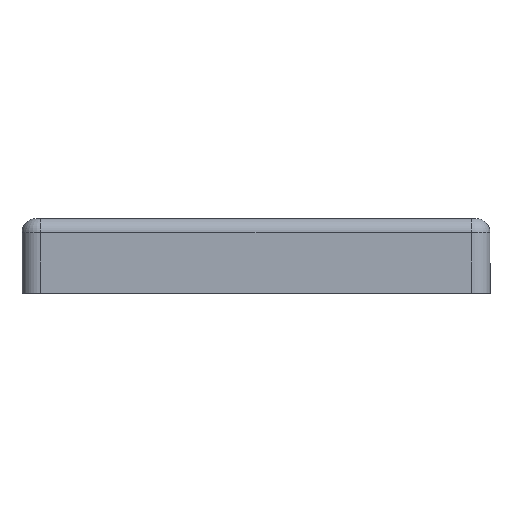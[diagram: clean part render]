
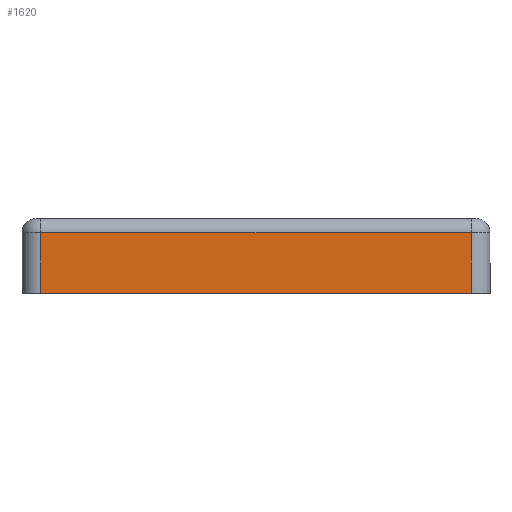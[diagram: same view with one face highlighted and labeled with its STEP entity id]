
A CAD part, left-side view. The second image highlights one B-rep face of the part: STEP entity #1620.
In plain terms, the highlighted planar face has unit normal (-1, 0, 0).
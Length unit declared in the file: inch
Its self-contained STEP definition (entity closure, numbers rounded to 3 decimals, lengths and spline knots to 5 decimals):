
#60 = VERTEX_POINT ( 'NONE', #4546 ) ;
#107 = AXIS2_PLACEMENT_3D ( 'NONE', #1693, #5058, #4473 ) ;
#611 = EDGE_LOOP ( 'NONE', ( #3368, #5502, #4037, #3745 ) ) ;
#860 = VECTOR ( 'NONE', #3485, 39.37008 ) ;
#1411 = CARTESIAN_POINT ( 'NONE',  ( -1.9685, 1.81102, 0. ) ) ;
#1620 = ADVANCED_FACE ( 'NONE', ( #5020 ), #4241, .F. ) ;
#1693 = CARTESIAN_POINT ( 'NONE',  ( -1.9685, 1.9685, 0.62992 ) ) ;
#1713 = VECTOR ( 'NONE', #4896, 39.37008 ) ;
#1888 = VECTOR ( 'NONE', #4916, 39.37008 ) ;
#2435 = LINE ( 'NONE', #4888, #1713 ) ;
#2530 = LINE ( 'NONE', #5089, #1888 ) ;
#2799 = VECTOR ( 'NONE', #5122, 39.37008 ) ;
#2810 = LINE ( 'NONE', #5210, #2799 ) ;
#2995 = VERTEX_POINT ( 'NONE', #5283 ) ;
#2998 = EDGE_CURVE ( 'NONE', #2995, #60, #2810, .T. ) ;
#3025 = EDGE_CURVE ( 'NONE', #60, #5347, #2530, .T. ) ;
#3033 = EDGE_CURVE ( 'NONE', #5347, #4895, #2435, .T. ) ;
#3126 = CARTESIAN_POINT ( 'NONE',  ( -1.9685, 1.81102, 0.51181 ) ) ;
#3177 = EDGE_CURVE ( 'NONE', #4895, #2995, #3838, .T. ) ;
#3368 = ORIENTED_EDGE ( 'NONE', *, *, #3033, .F. ) ;
#3485 = DIRECTION ( 'NONE',  ( 0., -1., 0. ) ) ;
#3671 = CARTESIAN_POINT ( 'NONE',  ( -1.9685, 1.9685, 0.51181 ) ) ;
#3745 = ORIENTED_EDGE ( 'NONE', *, *, #3177, .F. ) ;
#3838 = LINE ( 'NONE', #3671, #860 ) ;
#4037 = ORIENTED_EDGE ( 'NONE', *, *, #2998, .F. ) ;
#4241 = PLANE ( 'NONE',  #107 ) ;
#4473 = DIRECTION ( 'NONE',  ( 0., 0., -1. ) ) ;
#4546 = CARTESIAN_POINT ( 'NONE',  ( -1.9685, -1.81102, 0. ) ) ;
#4888 = CARTESIAN_POINT ( 'NONE',  ( -1.9685, 1.81102, 0.62992 ) ) ;
#4895 = VERTEX_POINT ( 'NONE', #3126 ) ;
#4896 = DIRECTION ( 'NONE',  ( 0., 0., 1. ) ) ;
#4916 = DIRECTION ( 'NONE',  ( 0., 1., 0. ) ) ;
#5020 = FACE_OUTER_BOUND ( 'NONE', #611, .T. ) ;
#5058 = DIRECTION ( 'NONE',  ( 1., 0., 0. ) ) ;
#5089 = CARTESIAN_POINT ( 'NONE',  ( -1.9685, 1.9685, 0. ) ) ;
#5122 = DIRECTION ( 'NONE',  ( 0., 0., -1. ) ) ;
#5210 = CARTESIAN_POINT ( 'NONE',  ( -1.9685, -1.81102, 0.62992 ) ) ;
#5283 = CARTESIAN_POINT ( 'NONE',  ( -1.9685, -1.81102, 0.51181 ) ) ;
#5347 = VERTEX_POINT ( 'NONE', #1411 ) ;
#5502 = ORIENTED_EDGE ( 'NONE', *, *, #3025, .F. ) ;
